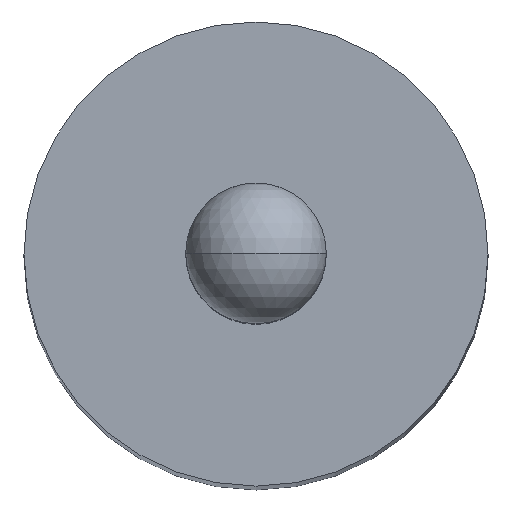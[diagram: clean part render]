
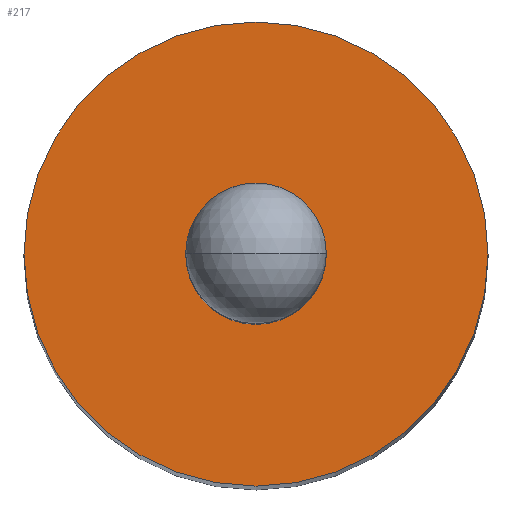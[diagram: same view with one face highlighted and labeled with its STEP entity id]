
A CAD part, top view. The second image highlights one B-rep face of the part: STEP entity #217.
In plain terms, the highlighted planar face has unit normal (0, 0, 1).
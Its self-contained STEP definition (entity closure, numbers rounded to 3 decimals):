
#6 = DIRECTION ( 'NONE',  ( 0., 0., -1. ) ) ;
#19 = DIRECTION ( 'NONE',  ( 0., 0., -1. ) ) ;
#22 = CARTESIAN_POINT ( 'NONE',  ( -0.15, 0., -0.97 ) ) ;
#25 = ORIENTED_EDGE ( 'NONE', *, *, #424, .T. ) ;
#35 = DIRECTION ( 'NONE',  ( -1., 0., 0. ) ) ;
#46 = CARTESIAN_POINT ( 'NONE',  ( 0.495, 0., -0.97 ) ) ;
#47 = CIRCLE ( 'NONE', #266, 0.495 ) ;
#51 = CARTESIAN_POINT ( 'NONE',  ( 0., 0., -0.97 ) ) ;
#54 = AXIS2_PLACEMENT_3D ( 'NONE', #317, #6, #239 ) ;
#61 = ORIENTED_EDGE ( 'NONE', *, *, #90, .F. ) ;
#90 = EDGE_CURVE ( 'NONE', #454, #199, #385, .T. ) ;
#106 = DIRECTION ( 'NONE',  ( 0., 0., -1. ) ) ;
#107 = EDGE_CURVE ( 'NONE', #412, #319, #256, .T. ) ;
#123 = EDGE_LOOP ( 'NONE', ( #386, #61 ) ) ;
#147 = CARTESIAN_POINT ( 'NONE',  ( 0.15, 0., -0.97 ) ) ;
#150 = DIRECTION ( 'NONE',  ( -1., 0., 0. ) ) ;
#161 = PLANE ( 'NONE',  #394 ) ;
#180 = ORIENTED_EDGE ( 'NONE', *, *, #107, .T. ) ;
#199 = VERTEX_POINT ( 'NONE', #272 ) ;
#217 = ADVANCED_FACE ( 'NONE', ( #399, #367 ), #161, .F. ) ;
#226 = CARTESIAN_POINT ( 'NONE',  ( 0., 0., -0.97 ) ) ;
#229 = EDGE_LOOP ( 'NONE', ( #180, #25 ) ) ;
#239 = DIRECTION ( 'NONE',  ( -1., 0., 0. ) ) ;
#241 = CARTESIAN_POINT ( 'NONE',  ( 0., 0., -0.97 ) ) ;
#256 = CIRCLE ( 'NONE', #54, 0.15 ) ;
#266 = AXIS2_PLACEMENT_3D ( 'NONE', #470, #106, #150 ) ;
#272 = CARTESIAN_POINT ( 'NONE',  ( -0.495, 0., -0.97 ) ) ;
#285 = DIRECTION ( 'NONE',  ( -1., 0., 0. ) ) ;
#290 = DIRECTION ( 'NONE',  ( 0., 0., -1. ) ) ;
#316 = DIRECTION ( 'NONE',  ( -1., 0., 0. ) ) ;
#317 = CARTESIAN_POINT ( 'NONE',  ( 0., 0., -0.97 ) ) ;
#319 = VERTEX_POINT ( 'NONE', #147 ) ;
#341 = CIRCLE ( 'NONE', #400, 0.15 ) ;
#361 = EDGE_CURVE ( 'NONE', #199, #454, #47, .T. ) ;
#367 = FACE_OUTER_BOUND ( 'NONE', #123, .T. ) ;
#385 = CIRCLE ( 'NONE', #452, 0.495 ) ;
#386 = ORIENTED_EDGE ( 'NONE', *, *, #361, .F. ) ;
#394 = AXIS2_PLACEMENT_3D ( 'NONE', #241, #290, #285 ) ;
#399 = FACE_BOUND ( 'NONE', #229, .T. ) ;
#400 = AXIS2_PLACEMENT_3D ( 'NONE', #51, #19, #316 ) ;
#412 = VERTEX_POINT ( 'NONE', #22 ) ;
#424 = EDGE_CURVE ( 'NONE', #319, #412, #341, .T. ) ;
#452 = AXIS2_PLACEMENT_3D ( 'NONE', #226, #478, #35 ) ;
#454 = VERTEX_POINT ( 'NONE', #46 ) ;
#470 = CARTESIAN_POINT ( 'NONE',  ( 0., 0., -0.97 ) ) ;
#478 = DIRECTION ( 'NONE',  ( 0., 0., -1. ) ) ;
